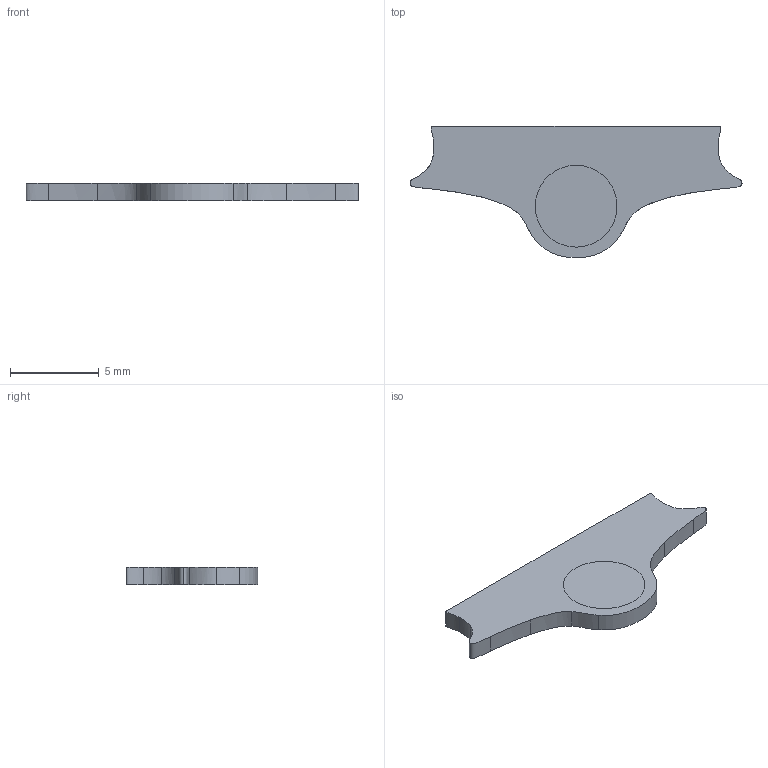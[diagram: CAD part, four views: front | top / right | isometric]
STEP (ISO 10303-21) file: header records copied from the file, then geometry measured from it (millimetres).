
FILE_DESCRIPTION((''),'2;1');
FILE_NAME('Gabelbrückepad.stp','2014-04-04T09:35:00',(''),(''),'Mechanical Desktop 2011','Mechanical Desktop 2011',', , ');
FILE_SCHEMA(('CONFIG_CONTROL_DESIGN'));
Length unit declared in the file: millimetre
Products named in the file (1): Product
Bounding box: 18.67 x 7.39 x 1 mm (x, y, z)
Volume: 100.3 mm3; surface area: 260.5 mm2
Topology: 2 solids, 2 shells, 29 faces, 75 edges, 50 vertices
Faces by surface type: bspline 23, plane 4, cylinder 2
Entity records: 1152 total; most frequent: CARTESIAN_POINT 502, ORIENTED_EDGE 150, EDGE_CURVE 75, VERTEX_POINT 50, DIRECTION 47, B_SPLINE_CURVE_WITH_KNOTS 46, EDGE_LOOP 29, FACE_OUTER_BOUND 29
